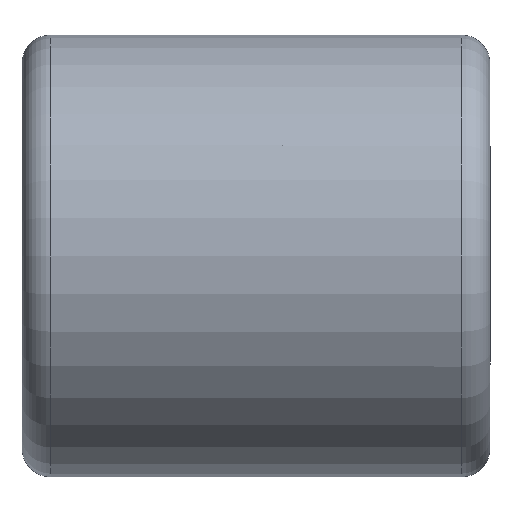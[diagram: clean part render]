
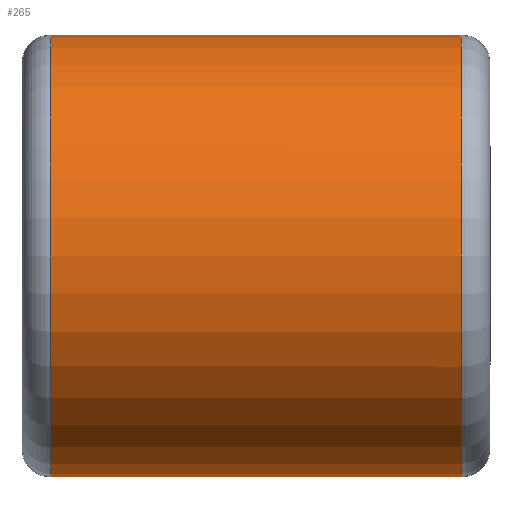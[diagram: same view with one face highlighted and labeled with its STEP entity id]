
A CAD part, front view. The second image highlights one B-rep face of the part: STEP entity #265.
In plain terms, the highlighted cylindrical face has radius 42.5 mm (diameter 85 mm), a partial arc.
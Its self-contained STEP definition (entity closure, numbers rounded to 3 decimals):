
#71 = CARTESIAN_POINT ( 'NONE',  ( -57.637, 0., 334.487 ) ) ;
#265 = ADVANCED_FACE ( 'NONE', ( #1477 ), #3953, .T. ) ;
#282 = CARTESIAN_POINT ( 'NONE',  ( -57.637, 0., 291.987 ) ) ;
#340 = CIRCLE ( 'NONE', #6338, 42.5 ) ;
#656 = CIRCLE ( 'NONE', #1403, 42.5 ) ;
#742 = ORIENTED_EDGE ( 'NONE', *, *, #4418, .T. ) ;
#855 = VERTEX_POINT ( 'NONE', #5037 ) ;
#1016 = CARTESIAN_POINT ( 'NONE',  ( 39.5, 0., 334.487 ) ) ;
#1229 = DIRECTION ( 'NONE',  ( 0., 0., 1. ) ) ;
#1263 = LINE ( 'NONE', #5588, #4885 ) ;
#1403 = AXIS2_PLACEMENT_3D ( 'NONE', #4692, #2293, #3316 ) ;
#1477 = FACE_OUTER_BOUND ( 'NONE', #3621, .T. ) ;
#1526 = EDGE_CURVE ( 'NONE', #2459, #855, #5445, .T. ) ;
#1583 = DIRECTION ( 'NONE',  ( 0., 0., 1. ) ) ;
#1606 = DIRECTION ( 'NONE',  ( -1., 0., 0. ) ) ;
#1723 = DIRECTION ( 'NONE',  ( -1., 0., 0. ) ) ;
#1729 = VERTEX_POINT ( 'NONE', #4622 ) ;
#2293 = DIRECTION ( 'NONE',  ( 1., 0., 0. ) ) ;
#2346 = ORIENTED_EDGE ( 'NONE', *, *, #4337, .T. ) ;
#2459 = VERTEX_POINT ( 'NONE', #1016 ) ;
#2499 = ORIENTED_EDGE ( 'NONE', *, *, #6341, .F. ) ;
#3094 = VECTOR ( 'NONE', #1606, 1000. ) ;
#3112 = DIRECTION ( 'NONE',  ( -1., 0., 0. ) ) ;
#3170 = AXIS2_PLACEMENT_3D ( 'NONE', #282, #3671, #1229 ) ;
#3316 = DIRECTION ( 'NONE',  ( 0., 0., -1. ) ) ;
#3621 = EDGE_LOOP ( 'NONE', ( #2499, #2346, #4960, #742 ) ) ;
#3671 = DIRECTION ( 'NONE',  ( -1., 0., 0. ) ) ;
#3953 = CYLINDRICAL_SURFACE ( 'NONE', #3170, 42.5 ) ;
#4337 = EDGE_CURVE ( 'NONE', #6337, #2459, #340, .T. ) ;
#4418 = EDGE_CURVE ( 'NONE', #855, #1729, #656, .T. ) ;
#4622 = CARTESIAN_POINT ( 'NONE',  ( -39.5, 0., 249.487 ) ) ;
#4692 = CARTESIAN_POINT ( 'NONE',  ( -39.5, 0., 291.987 ) ) ;
#4885 = VECTOR ( 'NONE', #1723, 1000. ) ;
#4960 = ORIENTED_EDGE ( 'NONE', *, *, #1526, .T. ) ;
#4995 = CARTESIAN_POINT ( 'NONE',  ( 39.5, 0., 291.987 ) ) ;
#5037 = CARTESIAN_POINT ( 'NONE',  ( -39.5, 0., 334.487 ) ) ;
#5445 = LINE ( 'NONE', #71, #3094 ) ;
#5588 = CARTESIAN_POINT ( 'NONE',  ( -57.637, 0., 249.487 ) ) ;
#5619 = CARTESIAN_POINT ( 'NONE',  ( 39.5, 0., 249.487 ) ) ;
#6337 = VERTEX_POINT ( 'NONE', #5619 ) ;
#6338 = AXIS2_PLACEMENT_3D ( 'NONE', #4995, #3112, #1583 ) ;
#6341 = EDGE_CURVE ( 'NONE', #6337, #1729, #1263, .T. ) ;
